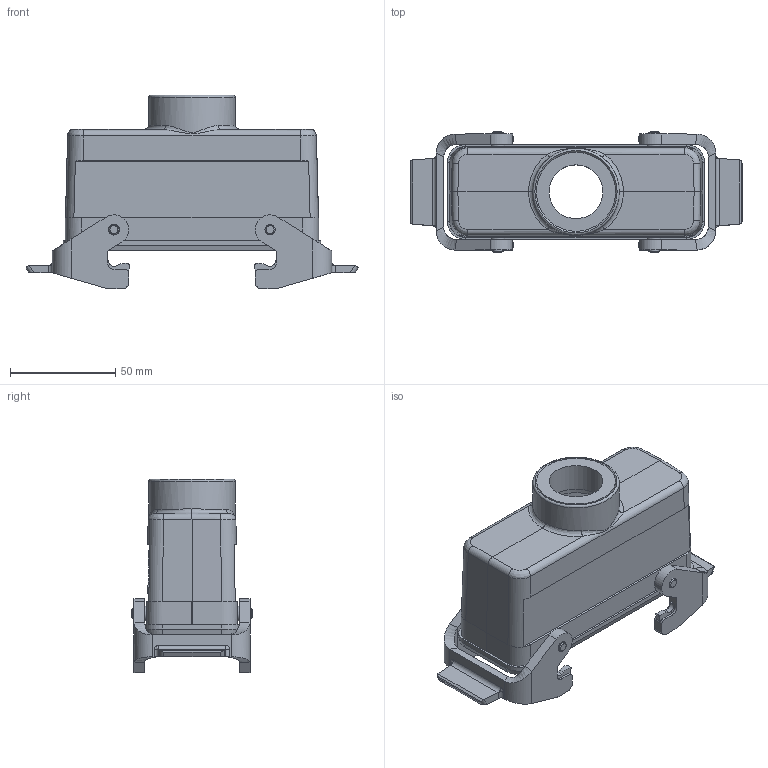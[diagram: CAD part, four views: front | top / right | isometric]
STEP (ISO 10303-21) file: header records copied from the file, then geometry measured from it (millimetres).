
FILE_DESCRIPTION((''),'2;1');
FILE_NAME('05300241763.stp','2020-07-14T15:31:04',('e.eickhoff'),(''),'Autodesk Inventor 2012','Autodesk Inventor 2012','');
FILE_SCHEMA(('AUTOMOTIVE_DESIGN { 1 0 10303 214 1 1 1 1 }'));
Length unit declared in the file: millimetre
Products named in the file (3): 05300241763; M25-PG29 Adapter
Assembly tree (2 placements, depth 2):
  05300241763
    05300241763
    M25-PG29 Adapter
Bounding box: 157.4 x 57 x 91.7 mm (x, y, z)
Volume: 100674.9 mm3; surface area: 65277.1 mm2
Topology: 4 solids, 4 shells, 562 faces, 1444 edges, 896 vertices
Faces by surface type: plane 299, cylinder 175, bspline 54, cone 19, torus 13, sphere 2
Full cylindrical faces by diameter (mm): 3 x4, 4 x4, 4.8 x4, 5.1 x2, 7 x4, 25.5 x1, 32 x1, 37 x1, 37.5 x1, 41 x1
Entity records: 18986 total; most frequent: CARTESIAN_POINT 5141, DIRECTION 2764, ORIENTED_EDGE 2756, EDGE_CURVE 1378, AXIS2_PLACEMENT_3D 951, VERTEX_POINT 877, VECTOR 862, LINE 862
